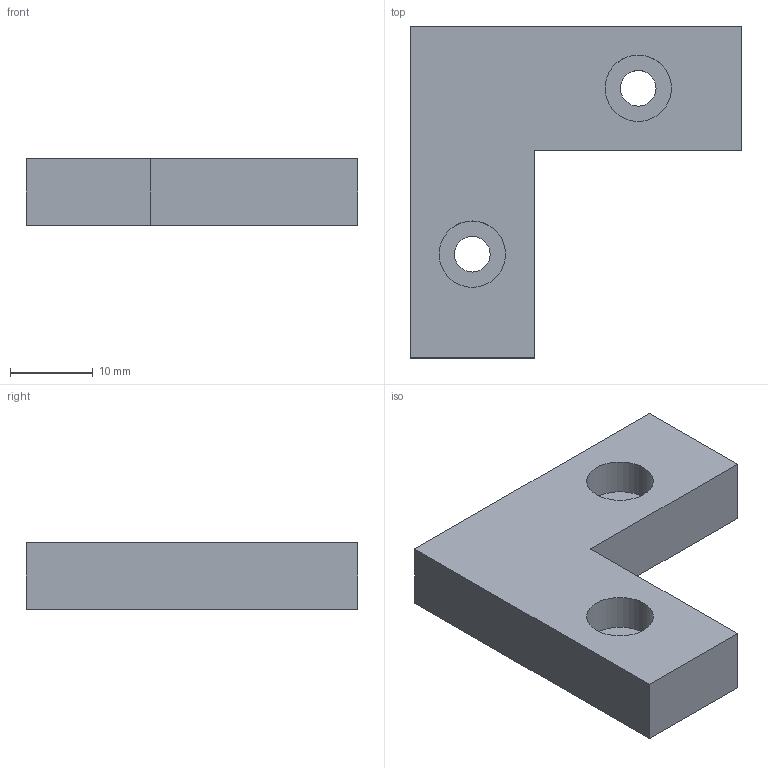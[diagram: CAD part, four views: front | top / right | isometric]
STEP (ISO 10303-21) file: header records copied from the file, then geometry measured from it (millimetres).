
FILE_DESCRIPTION(/* description */ (''),/* implementation_level */ '2;1');
FILE_NAME(/* name */ 'Anschlag v1.step',/* time_stamp */ '2020-01-21T23:14:30+01:00',/* author */ (''),/* organization */ (''),/* preprocessor_version */ 'ST-DEVELOPER v18',/* originating_system */ 'Autodesk Translation Framework v8.6.0.1094',/* authorisation */ '');
FILE_SCHEMA (('AUTOMOTIVE_DESIGN { 1 0 10303 214 3 1 1 }'));
Length unit declared in the file: millimetre
Products named in the file (1): Anschlag
Bounding box: 40 x 40 x 8 mm (x, y, z)
Volume: 7253.1 mm3; surface area: 3490.3 mm2
Topology: 1 solids, 1 shells, 14 faces, 38 edges, 28 vertices
Faces by surface type: plane 10, cylinder 4
Full cylindrical faces by diameter (mm): 4.3 x2, 8 x2
Entity records: 503 total; most frequent: DIRECTION 84, CARTESIAN_POINT 81, ORIENTED_EDGE 76, EDGE_CURVE 38, AXIS2_PLACEMENT_3D 31, VERTEX_POINT 28, LINE 22, VECTOR 22
